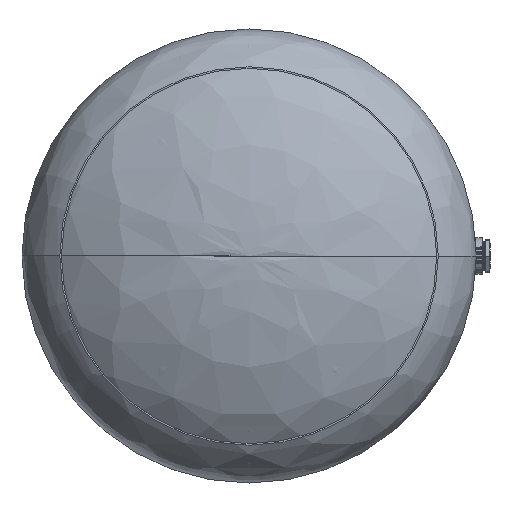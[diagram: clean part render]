
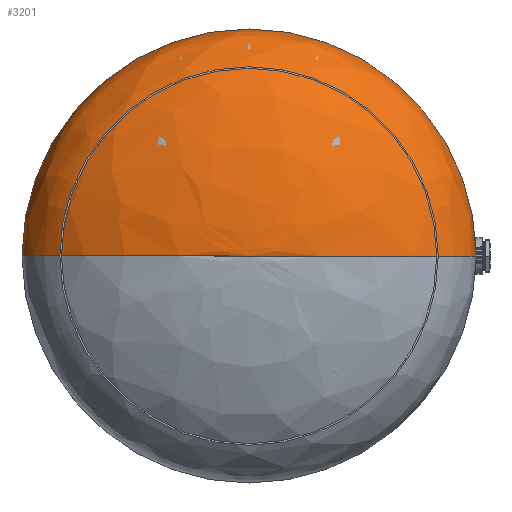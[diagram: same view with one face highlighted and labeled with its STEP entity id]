
A CAD part, left-side view. The second image highlights one B-rep face of the part: STEP entity #3201.
In plain terms, the highlighted free-form (B-spline) face has degree [3, 3] with [4, 4] control points.
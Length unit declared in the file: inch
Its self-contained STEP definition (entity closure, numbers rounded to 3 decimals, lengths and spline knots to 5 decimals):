
#667 = VERTEX_POINT ( 'NONE', #12675 ) ;
#766 = CARTESIAN_POINT ( 'NONE',  ( -18., 6.14563, -36. ) ) ;
#839 = CARTESIAN_POINT ( 'NONE',  ( 10.54416, 9.91, 0. ) ) ;
#1598 = AXIS2_PLACEMENT_3D ( 'NONE', #2487, #6467, #15284 ) ;
#1896 = CARTESIAN_POINT ( 'NONE',  ( 18., 0.822, 0. ) ) ;
#2322 = CARTESIAN_POINT ( 'NONE',  ( 0., 9.91, 0. ) ) ;
#2487 = CARTESIAN_POINT ( 'NONE',  ( 0., 0.822, 0. ) ) ;
#2553 = CARTESIAN_POINT ( 'NONE',  ( -18., 0.822, -36. ) ) ;
#3201 = ADVANCED_FACE ( 'NONE', ( #3505 ), #4382, .F. ) ;
#3209 = AXIS2_PLACEMENT_3D ( 'NONE', #8070, #14533, #6727 ) ;
#3412 = CARTESIAN_POINT ( 'NONE',  ( -18., 6.14563, 0. ) ) ;
#3505 = FACE_OUTER_BOUND ( 'NONE', #7284, .T. ) ;
#3757 = EDGE_CURVE ( 'NONE', #667, #11027, #12233, .T. ) ;
#4298 = CARTESIAN_POINT ( 'NONE',  ( 18., 6.14563, 0. ) ) ;
#4382 =( BOUNDED_SURFACE ( )  B_SPLINE_SURFACE ( 3, 3, ( 
 ( #14796, #13723, #2322, #15948 ),
 ( #14716, #12485, #6152, #16034 ),
 ( #3412, #766, #4475, #14637 ),
 ( #4569, #2553, #5222, #16354 ) ),
 .UNSPECIFIED., .F., .F., .F. ) 
 B_SPLINE_SURFACE_WITH_KNOTS ( ( 4, 4 ),
 ( 4, 4 ),
 ( 0., 1. ),
 ( 0., 1. ),
 .UNSPECIFIED. ) 
 GEOMETRIC_REPRESENTATION_ITEM ( )  RATIONAL_B_SPLINE_SURFACE ( (
 ( 1., 0.333, 0.333, 1.),
 ( 0.805, 0.268, 0.268, 0.805),
 ( 0.805, 0.268, 0.268, 0.805),
 ( 1., 0.333, 0.333, 1.) ) ) 
 REPRESENTATION_ITEM ( '' )  SURFACE ( )  );
#4475 = CARTESIAN_POINT ( 'NONE',  ( 18., 6.14563, -36. ) ) ;
#4505 = ORIENTED_EDGE ( 'NONE', *, *, #7513, .F. ) ;
#4541 = CARTESIAN_POINT ( 'NONE',  ( -10.54416, 9.91, 0. ) ) ;
#4569 = CARTESIAN_POINT ( 'NONE',  ( -18., 0.822, 0. ) ) ;
#5222 = CARTESIAN_POINT ( 'NONE',  ( 18., 0.822, -36. ) ) ;
#6152 = CARTESIAN_POINT ( 'NONE',  ( 10.54416, 9.91, -21.08831 ) ) ;
#6467 = DIRECTION ( 'NONE',  ( 0., -1., 0. ) ) ;
#6727 = DIRECTION ( 'NONE',  ( 0., 0., -1. ) ) ;
#7284 = EDGE_LOOP ( 'NONE', ( #4505, #11893, #10277, #12959 ) ) ;
#7513 = EDGE_CURVE ( 'NONE', #13636, #11463, #7821, .T. ) ;
#7821 =( BOUNDED_CURVE ( )  B_SPLINE_CURVE ( 3, ( #11056, #4541, #16085, #13620 ),
 .UNSPECIFIED., .F., .T. ) 
 B_SPLINE_CURVE_WITH_KNOTS ( ( 4, 4 ),
 ( 4.71239, 6.28319 ),
 .UNSPECIFIED. ) 
 CURVE ( )  GEOMETRIC_REPRESENTATION_ITEM ( )  RATIONAL_B_SPLINE_CURVE ( ( 1., 0.805, 0.805, 1. ) ) 
 REPRESENTATION_ITEM ( '' )  );
#8070 = CARTESIAN_POINT ( 'NONE',  ( 0., 0.822, 0. ) ) ;
#9649 = CARTESIAN_POINT ( 'NONE',  ( 0., 9.91, 0. ) ) ;
#10277 = ORIENTED_EDGE ( 'NONE', *, *, #3757, .F. ) ;
#10504 =( BOUNDED_CURVE ( )  B_SPLINE_CURVE ( 3, ( #9649, #839, #4298, #1896 ),
 .UNSPECIFIED., .F., .T. ) 
 B_SPLINE_CURVE_WITH_KNOTS ( ( 4, 4 ),
 ( 4.71239, 6.28319 ),
 .UNSPECIFIED. ) 
 CURVE ( )  GEOMETRIC_REPRESENTATION_ITEM ( )  RATIONAL_B_SPLINE_CURVE ( ( 1., 0.805, 0.805, 1. ) ) 
 REPRESENTATION_ITEM ( '' )  );
#10836 = CARTESIAN_POINT ( 'NONE',  ( 18., 0.822, 0. ) ) ;
#11027 = VERTEX_POINT ( 'NONE', #10836 ) ;
#11056 = CARTESIAN_POINT ( 'NONE',  ( 0., 9.91, 0. ) ) ;
#11463 = VERTEX_POINT ( 'NONE', #11969 ) ;
#11551 = EDGE_CURVE ( 'NONE', #11463, #667, #14892, .T. ) ;
#11893 = ORIENTED_EDGE ( 'NONE', *, *, #14726, .T. ) ;
#11969 = CARTESIAN_POINT ( 'NONE',  ( -18., 0.822, 0. ) ) ;
#12233 = CIRCLE ( 'NONE', #1598, 18. ) ;
#12485 = CARTESIAN_POINT ( 'NONE',  ( -10.54416, 9.91, -21.08831 ) ) ;
#12675 = CARTESIAN_POINT ( 'NONE',  ( 0., 0.822, -18. ) ) ;
#12860 = CARTESIAN_POINT ( 'NONE',  ( 0., 9.91, 0. ) ) ;
#12959 = ORIENTED_EDGE ( 'NONE', *, *, #11551, .F. ) ;
#13620 = CARTESIAN_POINT ( 'NONE',  ( -18., 0.822, 0. ) ) ;
#13636 = VERTEX_POINT ( 'NONE', #12860 ) ;
#13723 = CARTESIAN_POINT ( 'NONE',  ( 0., 9.91, 0. ) ) ;
#14533 = DIRECTION ( 'NONE',  ( 0., -1., 0. ) ) ;
#14637 = CARTESIAN_POINT ( 'NONE',  ( 18., 6.14563, 0. ) ) ;
#14716 = CARTESIAN_POINT ( 'NONE',  ( -10.54416, 9.91, 0. ) ) ;
#14726 = EDGE_CURVE ( 'NONE', #13636, #11027, #10504, .T. ) ;
#14796 = CARTESIAN_POINT ( 'NONE',  ( 0., 9.91, 0. ) ) ;
#14892 = CIRCLE ( 'NONE', #3209, 18. ) ;
#15284 = DIRECTION ( 'NONE',  ( 0., 0., -1. ) ) ;
#15948 = CARTESIAN_POINT ( 'NONE',  ( 0., 9.91, 0. ) ) ;
#16034 = CARTESIAN_POINT ( 'NONE',  ( 10.54416, 9.91, 0. ) ) ;
#16085 = CARTESIAN_POINT ( 'NONE',  ( -18., 6.14563, 0. ) ) ;
#16354 = CARTESIAN_POINT ( 'NONE',  ( 18., 0.822, 0. ) ) ;
